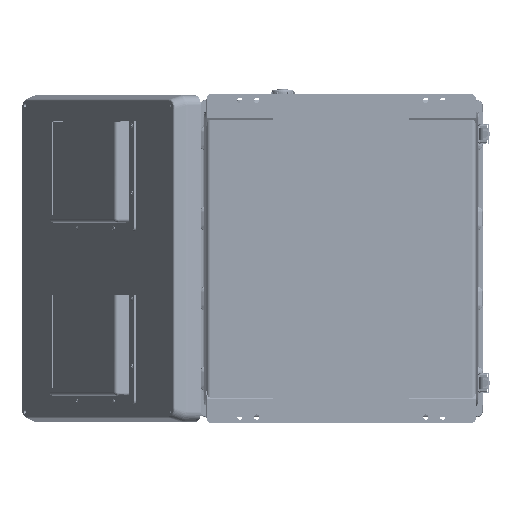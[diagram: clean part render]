
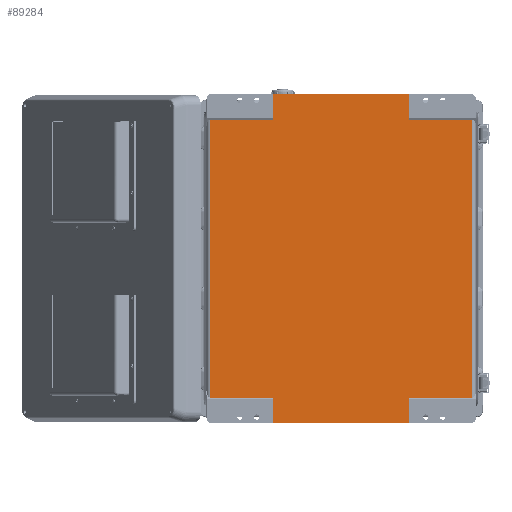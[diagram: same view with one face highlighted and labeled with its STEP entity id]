
A CAD part, front view. The second image highlights one B-rep face of the part: STEP entity #89284.
In plain terms, the highlighted planar face has unit normal (0, -1, 0).
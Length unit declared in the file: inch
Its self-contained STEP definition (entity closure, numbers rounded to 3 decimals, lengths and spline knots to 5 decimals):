
#4183 = VERTEX_POINT ( 'NONE', #228290 ) ;
#13990 = LINE ( 'NONE', #34773, #22643 ) ;
#22643 = VECTOR ( 'NONE', #124145, 39.37008 ) ;
#24563 = EDGE_CURVE ( 'NONE', #120223, #153861, #141221, .T. ) ;
#25129 = ORIENTED_EDGE ( 'NONE', *, *, #99196, .T. ) ;
#27023 = VERTEX_POINT ( 'NONE', #196535 ) ;
#27565 = ORIENTED_EDGE ( 'NONE', *, *, #214237, .T. ) ;
#32295 = DIRECTION ( 'NONE',  ( 0., 0., -1. ) ) ;
#32505 = CARTESIAN_POINT ( 'NONE',  ( 8.11811, 0.05906, 0. ) ) ;
#34773 = CARTESIAN_POINT ( 'NONE',  ( -4.03163, 0.05906, -20.34606 ) ) ;
#38417 = ORIENTED_EDGE ( 'NONE', *, *, #92496, .F. ) ;
#40916 = VERTEX_POINT ( 'NONE', #92043 ) ;
#45057 = VECTOR ( 'NONE', #206507, 39.37008 ) ;
#45590 = ORIENTED_EDGE ( 'NONE', *, *, #190063, .T. ) ;
#49549 = LINE ( 'NONE', #166282, #111745 ) ;
#54439 = ORIENTED_EDGE ( 'NONE', *, *, #70726, .T. ) ;
#62426 = LINE ( 'NONE', #112505, #201233 ) ;
#62428 = CARTESIAN_POINT ( 'NONE',  ( -8.11811, 0.05906, -1.51961 ) ) ;
#65950 = CARTESIAN_POINT ( 'NONE',  ( -4.03163, 0.05906, -19.48819 ) ) ;
#66519 = DIRECTION ( 'NONE',  ( 1., 0., 0. ) ) ;
#70726 = EDGE_CURVE ( 'NONE', #168492, #77818, #151936, .T. ) ;
#71102 = EDGE_CURVE ( 'NONE', #4183, #40916, #80895, .T. ) ;
#77818 = VERTEX_POINT ( 'NONE', #212162 ) ;
#77988 = DIRECTION ( 'NONE',  ( 0., 0., 1. ) ) ;
#80895 = LINE ( 'NONE', #62428, #140320 ) ;
#82296 = CARTESIAN_POINT ( 'NONE',  ( -8.11811, 0.05906, -17.96858 ) ) ;
#82517 = EDGE_CURVE ( 'NONE', #211140, #160198, #143530, .T. ) ;
#82681 = DIRECTION ( 'NONE',  ( -1., 0., 0. ) ) ;
#86222 = EDGE_CURVE ( 'NONE', #127897, #115332, #187457, .T. ) ;
#87367 = CARTESIAN_POINT ( 'NONE',  ( 4.03163, 0.05906, -19.48819 ) ) ;
#89284 = ADVANCED_FACE ( 'NONE', ( #95069 ), #226474, .F. ) ;
#92043 = CARTESIAN_POINT ( 'NONE',  ( -4.03163, 0.05906, -1.51961 ) ) ;
#92496 = EDGE_CURVE ( 'NONE', #160198, #120223, #138660, .T. ) ;
#94152 = EDGE_CURVE ( 'NONE', #27023, #157836, #200053, .T. ) ;
#95069 = FACE_OUTER_BOUND ( 'NONE', #214175, .T. ) ;
#99196 = EDGE_CURVE ( 'NONE', #157836, #153861, #13990, .T. ) ;
#101961 = CARTESIAN_POINT ( 'NONE',  ( 4.03163, 0.05906, 0. ) ) ;
#104285 = ORIENTED_EDGE ( 'NONE', *, *, #94152, .T. ) ;
#111745 = VECTOR ( 'NONE', #203512, 39.37008 ) ;
#112505 = CARTESIAN_POINT ( 'NONE',  ( -7.73754, 0.05906, -1.51961 ) ) ;
#115332 = VERTEX_POINT ( 'NONE', #226170 ) ;
#117880 = DIRECTION ( 'NONE',  ( 0., 1., 0. ) ) ;
#120223 = VERTEX_POINT ( 'NONE', #87367 ) ;
#124145 = DIRECTION ( 'NONE',  ( 0., 0., -1. ) ) ;
#127897 = VERTEX_POINT ( 'NONE', #153904 ) ;
#129923 = DIRECTION ( 'NONE',  ( 0., 0., 1. ) ) ;
#133566 = VECTOR ( 'NONE', #82681, 39.37008 ) ;
#134478 = CARTESIAN_POINT ( 'NONE',  ( 8.11811, 0.05906, -1.51961 ) ) ;
#138660 = LINE ( 'NONE', #231123, #223796 ) ;
#140310 = VECTOR ( 'NONE', #77988, 39.37008 ) ;
#140320 = VECTOR ( 'NONE', #208824, 39.37008 ) ;
#141221 = LINE ( 'NONE', #172387, #45057 ) ;
#141618 = DIRECTION ( 'NONE',  ( -1., 0., 0. ) ) ;
#142142 = AXIS2_PLACEMENT_3D ( 'NONE', #134478, #117880, #225685 ) ;
#143530 = LINE ( 'NONE', #182619, #200465 ) ;
#146274 = VECTOR ( 'NONE', #141618, 39.37008 ) ;
#150399 = ORIENTED_EDGE ( 'NONE', *, *, #197600, .F. ) ;
#150987 = CARTESIAN_POINT ( 'NONE',  ( 4.03163, 0.05906, 0.85787 ) ) ;
#151936 = LINE ( 'NONE', #32505, #146274 ) ;
#153861 = VERTEX_POINT ( 'NONE', #65950 ) ;
#153904 = CARTESIAN_POINT ( 'NONE',  ( 7.73754, 0.05906, -1.51961 ) ) ;
#157836 = VERTEX_POINT ( 'NONE', #191455 ) ;
#160198 = VERTEX_POINT ( 'NONE', #177242 ) ;
#164188 = ORIENTED_EDGE ( 'NONE', *, *, #24563, .F. ) ;
#166282 = CARTESIAN_POINT ( 'NONE',  ( 7.73754, 0.05906, -1.51961 ) ) ;
#167634 = DIRECTION ( 'NONE',  ( 0., 0., 1. ) ) ;
#168492 = VERTEX_POINT ( 'NONE', #101961 ) ;
#169063 = VECTOR ( 'NONE', #66519, 39.37008 ) ;
#171297 = CARTESIAN_POINT ( 'NONE',  ( -4.03163, 0.05906, 0.85787 ) ) ;
#172387 = CARTESIAN_POINT ( 'NONE',  ( 8.11811, 0.05906, -19.48819 ) ) ;
#174488 = ORIENTED_EDGE ( 'NONE', *, *, #82517, .F. ) ;
#177242 = CARTESIAN_POINT ( 'NONE',  ( 4.03163, 0.05906, -17.96858 ) ) ;
#182619 = CARTESIAN_POINT ( 'NONE',  ( 8.11811, 0.05906, -17.96858 ) ) ;
#183892 = ORIENTED_EDGE ( 'NONE', *, *, #86222, .T. ) ;
#183984 = EDGE_CURVE ( 'NONE', #40916, #77818, #225443, .T. ) ;
#187457 = LINE ( 'NONE', #230022, #133566 ) ;
#188557 = ORIENTED_EDGE ( 'NONE', *, *, #183984, .F. ) ;
#190063 = EDGE_CURVE ( 'NONE', #115332, #168492, #216719, .T. ) ;
#191224 = VECTOR ( 'NONE', #167634, 39.37008 ) ;
#191455 = CARTESIAN_POINT ( 'NONE',  ( -4.03163, 0.05906, -17.96858 ) ) ;
#194884 = ORIENTED_EDGE ( 'NONE', *, *, #71102, .F. ) ;
#196535 = CARTESIAN_POINT ( 'NONE',  ( -7.73754, 0.05906, -17.96858 ) ) ;
#197600 = EDGE_CURVE ( 'NONE', #27023, #4183, #62426, .T. ) ;
#200053 = LINE ( 'NONE', #82296, #169063 ) ;
#200465 = VECTOR ( 'NONE', #201657, 39.37008 ) ;
#201233 = VECTOR ( 'NONE', #129923, 39.37008 ) ;
#201657 = DIRECTION ( 'NONE',  ( -1., 0., 0. ) ) ;
#203512 = DIRECTION ( 'NONE',  ( 0., 0., 1. ) ) ;
#206507 = DIRECTION ( 'NONE',  ( -1., 0., 0. ) ) ;
#208824 = DIRECTION ( 'NONE',  ( 1., 0., 0. ) ) ;
#211140 = VERTEX_POINT ( 'NONE', #214533 ) ;
#212162 = CARTESIAN_POINT ( 'NONE',  ( -4.03163, 0.05906, 0. ) ) ;
#214175 = EDGE_LOOP ( 'NONE', ( #150399, #104285, #25129, #164188, #38417, #174488, #27565, #183892, #45590, #54439, #188557, #194884 ) ) ;
#214237 = EDGE_CURVE ( 'NONE', #211140, #127897, #49549, .T. ) ;
#214533 = CARTESIAN_POINT ( 'NONE',  ( 7.73754, 0.05906, -17.96858 ) ) ;
#216719 = LINE ( 'NONE', #150987, #191224 ) ;
#223796 = VECTOR ( 'NONE', #32295, 39.37008 ) ;
#225443 = LINE ( 'NONE', #171297, #140310 ) ;
#225685 = DIRECTION ( 'NONE',  ( 0., 0., 1. ) ) ;
#226170 = CARTESIAN_POINT ( 'NONE',  ( 4.03163, 0.05906, -1.51961 ) ) ;
#226474 = PLANE ( 'NONE',  #142142 ) ;
#228290 = CARTESIAN_POINT ( 'NONE',  ( -7.73754, 0.05906, -1.51961 ) ) ;
#230022 = CARTESIAN_POINT ( 'NONE',  ( 8.11811, 0.05906, -1.51961 ) ) ;
#231123 = CARTESIAN_POINT ( 'NONE',  ( 4.03163, 0.05906, -20.34606 ) ) ;
